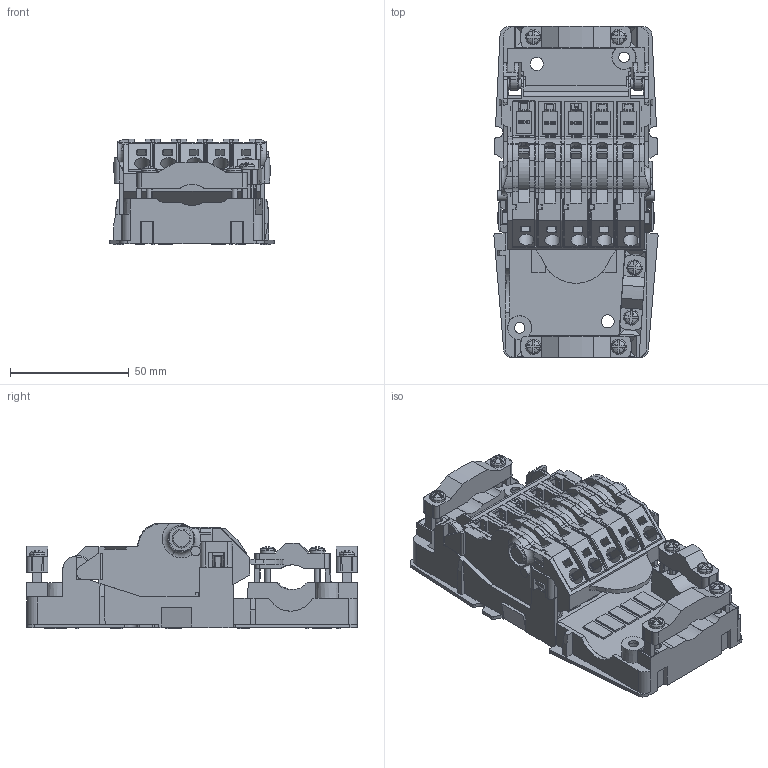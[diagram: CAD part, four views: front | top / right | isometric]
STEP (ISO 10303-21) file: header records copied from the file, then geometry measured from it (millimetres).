
FILE_DESCRIPTION(('CATIA V5 STEP Exchange','CAx-IF Rec.Pracs.--- Model Styling and Organization---1.4--- 2014-01-23'),'2;1');
FILE_NAME ('010090-4_2_1269960000_1269960000.stp','2019-08-08T13:05:59+00:00',('none'),('Weidmueller'),'CATIA Version 5-6 Release 2016 SP3 HF44','CATIA V5 STEP AP214','none');
FILE_SCHEMA(('AUTOMOTIVE_DESIGN { 1 0 10303 214 1 1 1 1 }'));
Products named in the file (1): 1269960000
Bounding box: 69.21 x 139.5 x 44.65 mm (x, y, z)
Volume: 164449.1 mm3; surface area: 123579 mm2
Topology: 51 solids, 53 shells, 3585 faces, 10568 edges, 7137 vertices
Faces by surface type: plane 2485, cylinder 754, cone 191, torus 60, sphere 48, extrusion 37, bspline 10
Entity records: 118250 total; most frequent: CARTESIAN_POINT 27819, ORIENTED_EDGE 21112, DIRECTION 14783, EDGE_CURVE 10556, VECTOR 7791, LINE 7754, VERTEX_POINT 7137, AXIS2_PLACEMENT_3D 4337
